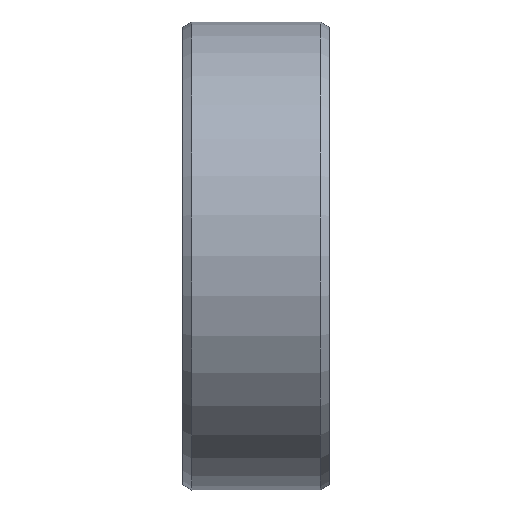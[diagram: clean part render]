
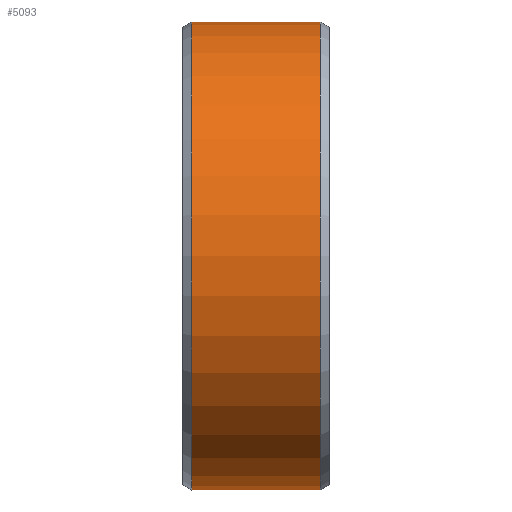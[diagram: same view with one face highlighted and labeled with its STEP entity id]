
A CAD part, top view. The second image highlights one B-rep face of the part: STEP entity #5093.
In plain terms, the highlighted cylindrical face has radius 16 mm (diameter 32 mm), a partial arc.
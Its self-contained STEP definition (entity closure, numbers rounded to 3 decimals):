
#4748=CARTESIAN_POINT('',(-4.4,0.,
0.));
#4749=DIRECTION('',(1.,0.,0.));
#4750=DIRECTION('',(0.,1.,0.));
#4751=AXIS2_PLACEMENT_3D('',#4748,#4749,#4750);
#4753=CARTESIAN_POINT('',(-4.4,0.,
0.));
#4754=DIRECTION('',(1.,0.,0.));
#4755=DIRECTION('',(0.,0.,1.));
#4756=AXIS2_PLACEMENT_3D('',#4753,#4754,#4755);
#4762=DIRECTION('',(-1.,0.,0.));
#4763=VECTOR('',#4762,8.8);
#4764=CARTESIAN_POINT('',(4.4,-16.,0.));
#4765=LINE('',#4764,#4763);
#4766=CARTESIAN_POINT('',(4.4,0.,0.));
#4767=DIRECTION('',(-1.,0.,0.));
#4768=DIRECTION('',(0.,-1.,0.));
#4769=AXIS2_PLACEMENT_3D('',#4766,#4767,#4768);
#4771=CARTESIAN_POINT('',(4.4,0.,0.));
#4772=DIRECTION('',(-1.,0.,0.));
#4773=DIRECTION('',(0.,0.,1.));
#4774=AXIS2_PLACEMENT_3D('',#4771,#4772,#4773);
#4824=DIRECTION('',(-1.,0.,0.));
#4825=VECTOR('',#4824,8.8);
#4826=CARTESIAN_POINT('',(4.4,16.,0.));
#4827=LINE('',#4826,#4825);
#5004=CARTESIAN_POINT('',(4.4,16.,0.));
#5005=VERTEX_POINT('',#5004);
#5007=CARTESIAN_POINT('',(4.4,-16.,0.));
#5009=VERTEX_POINT('',#5007);
#5010=CARTESIAN_POINT('',(4.4,0.,16.));
#5011=VERTEX_POINT('',#5010);
#5012=CARTESIAN_POINT('',(-4.4,-16.,0.));
#5013=VERTEX_POINT('',#5012);
#5014=CARTESIAN_POINT('',(-4.4,0.,16.));
#5015=VERTEX_POINT('',#5014);
#5016=CARTESIAN_POINT('',(-4.4,16.,0.));
#5017=VERTEX_POINT('',#5016);
#5076=CARTESIAN_POINT('',(-5.,0.,0.));
#5077=DIRECTION('',(1.,0.,0.));
#5078=DIRECTION('',(0.,-1.,0.));
#5079=AXIS2_PLACEMENT_3D('',#5076,#5077,#5078);
#5080=CYLINDRICAL_SURFACE('',#5079,16.);
#5082=ORIENTED_EDGE('',*,*,#5081,.F.);
#5084=ORIENTED_EDGE('',*,*,#5083,.F.);
#5086=ORIENTED_EDGE('',*,*,#5085,.T.);
#5087=ORIENTED_EDGE('',*,*,#5070,.F.);
#5088=ORIENTED_EDGE('',*,*,#5068,.F.);
#5090=ORIENTED_EDGE('',*,*,#5089,.F.);
#5091=EDGE_LOOP('',(#5082,#5084,#5086,#5087,#5088,#5090));
#5092=FACE_OUTER_BOUND('',#5091,.F.);
#4752=CIRCLE('',#4751,16.);
#4757=CIRCLE('',#4756,16.);
#4770=CIRCLE('',#4769,16.);
#4775=CIRCLE('',#4774,16.);
#5068=EDGE_CURVE('',#5017,#5015,#4752,.T.);
#5070=EDGE_CURVE('',#5015,#5013,#4757,.T.);
#5081=EDGE_CURVE('',#5011,#5005,#4775,.T.);
#5083=EDGE_CURVE('',#5009,#5011,#4770,.T.);
#5085=EDGE_CURVE('',#5009,#5013,#4765,.T.);
#5089=EDGE_CURVE('',#5005,#5017,#4827,.T.);
#5093=ADVANCED_FACE('',(#5092),#5080,.T.);
